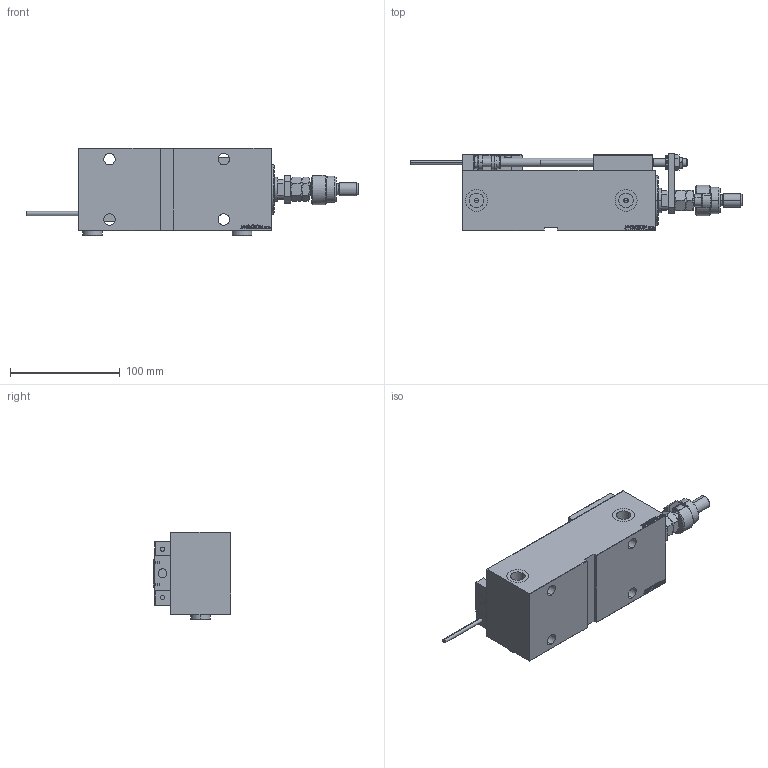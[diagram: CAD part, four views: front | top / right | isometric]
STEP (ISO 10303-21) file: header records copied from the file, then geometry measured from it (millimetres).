
FILE_DESCRIPTION (( 'STEP AP203' ), '1' );
FILE_NAME ('b39d.STEP', '2024-02-13T03:25:01', ( '' ), ( '' ), 'SwSTEP 2.0', 'SolidWorks 2019', '' );
FILE_SCHEMA (( 'CONFIG_CONTROL_DESIGN' ));
Length unit declared in the file: millimetre
Products named in the file (20): NUT_D12 284b95d86aadf2afd4904f33b8d5d44a; ALLEN BOLT D8 284b95d86aadf2afd4904f33b8d5d44a; SWITCH DIM B,W 284b95d86aadf2afd4904f33b8d5d44a; ALLEN BOLT D5 284b95d86aadf2afd4904f33b8d5d44a; V450CM_E_Body 284b95d86aadf2afd4904f33b8d5d44a; ZARAZKA 284b95d86aadf2afd4904f33b8d5d44a; TYC_L79 284b95d86aadf2afd4904f33b8d5d44a; Zatka_OIL_PORT 284b95d86aadf2afd4904f33b8d5d44a; b39d; X_Y_DFA 284b95d86aadf2afd4904f33b8d5d44a; SWITCH X 284b95d86aadf2afd4904f33b8d5d44a; NUT_D10 284b95d86aadf2afd4904f33b8d5d44a; MAGNET 284b95d86aadf2afd4904f33b8d5d44a; MFA 284b95d86aadf2afd4904f33b8d5d44a; V450CM_E_VCP 284b95d86aadf2afd4904f33b8d5d44a; SWITCH_X_FRONT_BACK 284b95d86aadf2afd4904f33b8d5d44a; KONCOVKA 284b95d86aadf2afd4904f33b8d5d44a; V450CM_VC_B 284b95d86aadf2afd4904f33b8d5d44a; Block 284b95d86aadf2afd4904f33b8d5d44a; FEMALE_PART_FOR_DFA 284b95d86aadf2afd4904f33b8d5d44a
Assembly tree (30 placements, depth 3):
  b39d
    V450CM_E_Body 284b95d86aadf2afd4904f33b8d5d44a
    V450CM_E_VCP 284b95d86aadf2afd4904f33b8d5d44a
    V450CM_VC_B 284b95d86aadf2afd4904f33b8d5d44a
    SWITCH X 284b95d86aadf2afd4904f33b8d5d44a
      SWITCH_X_FRONT_BACK 284b95d86aadf2afd4904f33b8d5d44a  x2
      TYC_L79 284b95d86aadf2afd4904f33b8d5d44a
      Block 284b95d86aadf2afd4904f33b8d5d44a  x2
      ALLEN BOLT D5 284b95d86aadf2afd4904f33b8d5d44a  x4
      ALLEN BOLT D8 284b95d86aadf2afd4904f33b8d5d44a  x4
      MAGNET 284b95d86aadf2afd4904f33b8d5d44a  x2
      KONCOVKA 284b95d86aadf2afd4904f33b8d5d44a  x2
    SWITCH DIM B,W 284b95d86aadf2afd4904f33b8d5d44a
    ZARAZKA 284b95d86aadf2afd4904f33b8d5d44a
    NUT_D10 284b95d86aadf2afd4904f33b8d5d44a
    NUT_D12 284b95d86aadf2afd4904f33b8d5d44a
    X_Y_DFA 284b95d86aadf2afd4904f33b8d5d44a
      FEMALE_PART_FOR_DFA 284b95d86aadf2afd4904f33b8d5d44a
      MFA 284b95d86aadf2afd4904f33b8d5d44a
    Zatka_OIL_PORT 284b95d86aadf2afd4904f33b8d5d44a  x2
Bounding box: 302 x 70.5 x 79.9 mm (x, y, z)
Volume: 715306.3 mm3; surface area: 138338.9 mm2
Topology: 28 solids, 28 shells, 1431 faces, 3394 edges, 2154 vertices
Faces by surface type: plane 633, bspline 380, cylinder 209, cone 157, torus 48, sphere 4
Entity records: 54013 total; most frequent: CARTESIAN_POINT 26394, ORIENTED_EDGE 5728, DIRECTION 4043, EDGE_CURVE 2864, VERTEX_POINT 1854, LINE 1613, VECTOR 1613, EDGE_LOOP 1330
